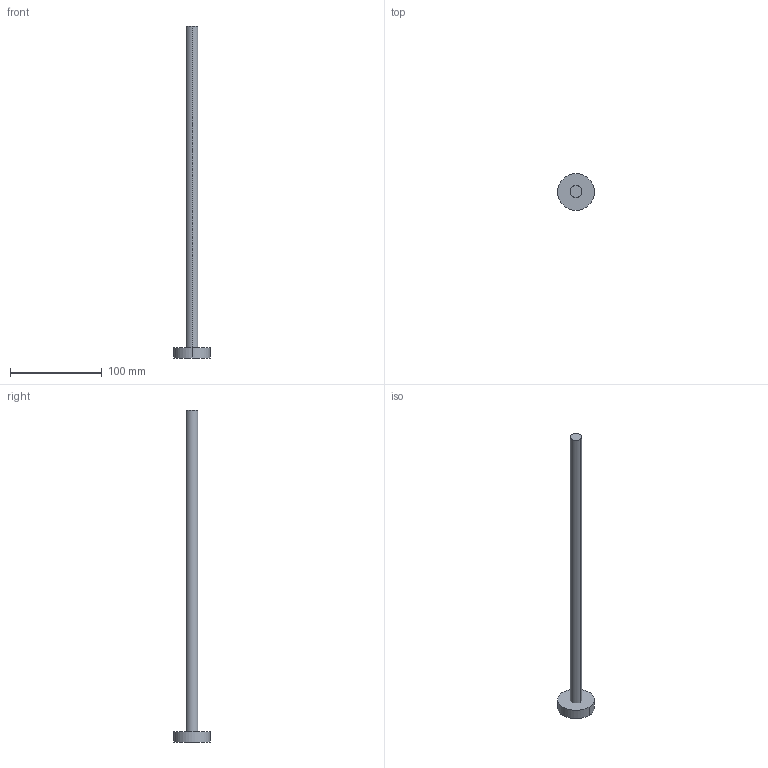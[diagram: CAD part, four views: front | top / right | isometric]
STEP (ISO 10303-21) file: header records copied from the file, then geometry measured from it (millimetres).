
FILE_DESCRIPTION (( 'STEP AP203' ), '1' );
FILE_NAME ('83215979-00.STEP', '2018-07-04T05:56:26', ( '' ), ( '' ), 'SwSTEP 2.0', 'SolidWorks 2017', '' );
FILE_SCHEMA (( 'CONFIG_CONTROL_DESIGN' ));
Length unit declared in the file: millimetre
Products named in the file (3): Planungsmodell_Rohr_gerade-+-28.568.780-10_ _K78_13x361; 83215979-00; Planungsmodell_Rohr_gerade-+-28.568.780-10_ _K73_40x11
Assembly tree (2 placements, depth 2):
  83215979-00
    Planungsmodell_Rohr_gerade-+-28.568.780-10_ _K73_40x11
    Planungsmodell_Rohr_gerade-+-28.568.780-10_ _K78_13x361
Bounding box: 40 x 40 x 361 mm (x, y, z)
Volume: 61739.4 mm3; surface area: 18904.5 mm2
Topology: 2 solids, 2 shells, 8 faces, 12 edges, 8 vertices
Faces by surface type: cylinder 4, plane 4
Entity records: 489 total; most frequent: DIRECTION 46, CARTESIAN_POINT 33, PERSON_AND_ORGANIZATION 26, ORIENTED_EDGE 24, AXIS2_PLACEMENT_3D 21, DATE_AND_TIME 19, CALENDAR_DATE 19, LOCAL_TIME 19
